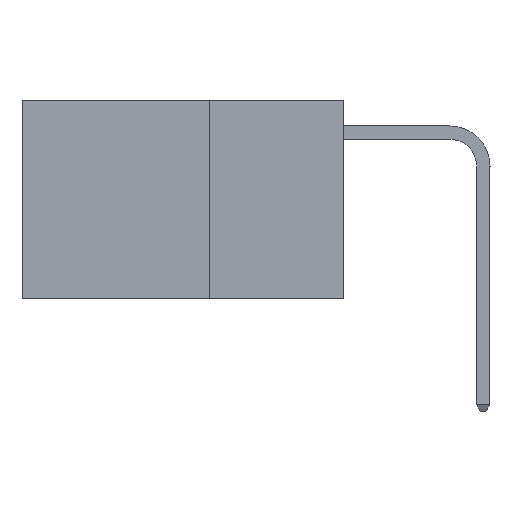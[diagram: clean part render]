
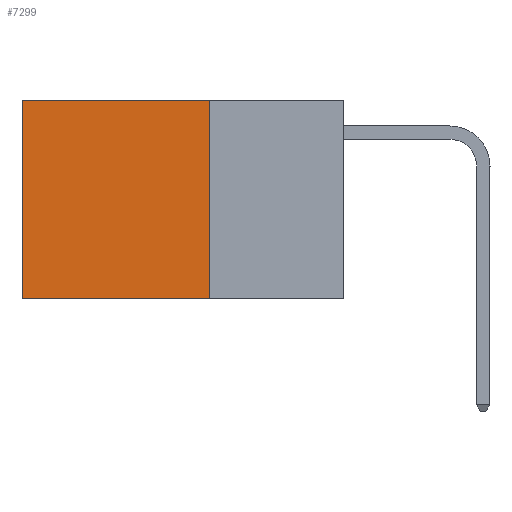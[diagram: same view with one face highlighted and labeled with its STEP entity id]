
A CAD part, left-side view. The second image highlights one B-rep face of the part: STEP entity #7299.
In plain terms, the highlighted planar face has unit normal (-1, 0, 0).
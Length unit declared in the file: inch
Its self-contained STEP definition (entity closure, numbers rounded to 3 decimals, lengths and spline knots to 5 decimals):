
#366 = CARTESIAN_POINT ( 'NONE',  ( 0.2625, 0.6, 0. ) ) ;
#500 = VECTOR ( 'NONE', #10597, 39.37008 ) ;
#767 = ORIENTED_EDGE ( 'NONE', *, *, #5396, .F. ) ;
#1359 = VECTOR ( 'NONE', #3656, 39.37008 ) ;
#1890 = VERTEX_POINT ( 'NONE', #10144 ) ;
#2039 = CARTESIAN_POINT ( 'NONE',  ( 0.2625, 0.6, 0. ) ) ;
#2354 = CARTESIAN_POINT ( 'NONE',  ( 0.2625, 0.25, -0.37 ) ) ;
#3341 = VECTOR ( 'NONE', #8774, 39.37008 ) ;
#3379 = ORIENTED_EDGE ( 'NONE', *, *, #12205, .T. ) ;
#3507 = VERTEX_POINT ( 'NONE', #9785 ) ;
#3654 = VERTEX_POINT ( 'NONE', #366 ) ;
#3656 = DIRECTION ( 'NONE',  ( 0., 0., -1. ) ) ;
#3847 = PLANE ( 'NONE',  #9473 ) ;
#3894 = CARTESIAN_POINT ( 'NONE',  ( 0.2625, 0.25, 0. ) ) ;
#4140 = CARTESIAN_POINT ( 'NONE',  ( 0.2625, 0.25, 0. ) ) ;
#4931 = LINE ( 'NONE', #4140, #7403 ) ;
#5245 = DIRECTION ( 'NONE',  ( 0., 1., 0. ) ) ;
#5396 = EDGE_CURVE ( 'NONE', #3507, #13394, #7080, .T. ) ;
#5574 = FACE_OUTER_BOUND ( 'NONE', #10571, .T. ) ;
#6392 = EDGE_CURVE ( 'NONE', #3654, #1890, #8757, .T. ) ;
#6430 = CARTESIAN_POINT ( 'NONE',  ( 0.2625, 0.25, -0.37 ) ) ;
#6884 = LINE ( 'NONE', #2354, #3341 ) ;
#7080 = LINE ( 'NONE', #9014, #1359 ) ;
#7134 = DIRECTION ( 'NONE',  ( 0., 0., -1. ) ) ;
#7299 = ADVANCED_FACE ( 'NONE', ( #5574 ), #3847, .F. ) ;
#7403 = VECTOR ( 'NONE', #5245, 39.37008 ) ;
#7687 = EDGE_CURVE ( 'NONE', #13394, #1890, #6884, .T. ) ;
#8757 = LINE ( 'NONE', #2039, #500 ) ;
#8774 = DIRECTION ( 'NONE',  ( 0., 1., 0. ) ) ;
#9014 = CARTESIAN_POINT ( 'NONE',  ( 0.2625, 0.25, 0. ) ) ;
#9473 = AXIS2_PLACEMENT_3D ( 'NONE', #3894, #13366, #7134 ) ;
#9785 = CARTESIAN_POINT ( 'NONE',  ( 0.2625, 0.25, 0. ) ) ;
#10144 = CARTESIAN_POINT ( 'NONE',  ( 0.2625, 0.6, -0.37 ) ) ;
#10571 = EDGE_LOOP ( 'NONE', ( #11603, #11479, #767, #3379 ) ) ;
#10597 = DIRECTION ( 'NONE',  ( 0., 0., -1. ) ) ;
#11479 = ORIENTED_EDGE ( 'NONE', *, *, #7687, .F. ) ;
#11603 = ORIENTED_EDGE ( 'NONE', *, *, #6392, .T. ) ;
#12205 = EDGE_CURVE ( 'NONE', #3507, #3654, #4931, .T. ) ;
#13366 = DIRECTION ( 'NONE',  ( 1., 0., 0. ) ) ;
#13394 = VERTEX_POINT ( 'NONE', #6430 ) ;
